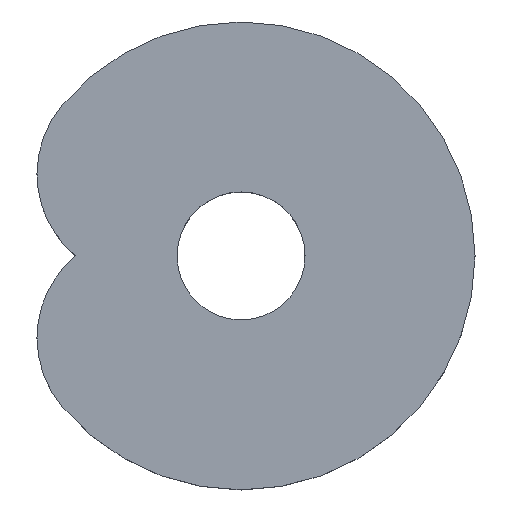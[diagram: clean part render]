
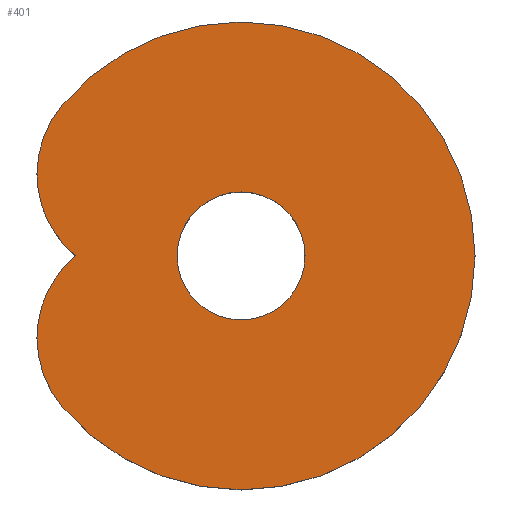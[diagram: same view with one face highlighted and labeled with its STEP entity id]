
A CAD part, top view. The second image highlights one B-rep face of the part: STEP entity #401.
In plain terms, the highlighted planar face has unit normal (0, 0, 1).
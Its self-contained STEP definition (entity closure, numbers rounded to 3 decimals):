
#5 = ORIENTED_EDGE ( 'NONE', *, *, #88, .F. ) ;
#9 = DIRECTION ( 'NONE',  ( 0., 0., -1. ) ) ;
#13 = CARTESIAN_POINT ( 'NONE',  ( -421.324, 353.533, 220.2 ) ) ;
#19 = DIRECTION ( 'NONE',  ( -1., 0., 0. ) ) ;
#21 = VERTEX_POINT ( 'NONE', #202 ) ;
#22 = CARTESIAN_POINT ( 'NONE',  ( -229.813, -192.836, 220.2 ) ) ;
#24 = DIRECTION ( 'NONE',  ( -1., 0., 0. ) ) ;
#27 = CIRCLE ( 'NONE', #162, 150.32 ) ;
#31 = DIRECTION ( 'NONE',  ( 0., 0., 1. ) ) ;
#36 = CIRCLE ( 'NONE', #254, 150.32 ) ;
#41 = EDGE_LOOP ( 'NONE', ( #134, #163, #227, #73, #5 ) ) ;
#44 = EDGE_CURVE ( 'NONE', #323, #251, #107, .T. ) ;
#46 = CARTESIAN_POINT ( 'NONE',  ( 150.32, 0., 220.2 ) ) ;
#60 = CARTESIAN_POINT ( 'NONE',  ( 0., 0., 220.2 ) ) ;
#65 = VERTEX_POINT ( 'NONE', #391 ) ;
#73 = ORIENTED_EDGE ( 'NONE', *, *, #44, .T. ) ;
#87 = CARTESIAN_POINT ( 'NONE',  ( 0., 0., 220.2 ) ) ;
#88 = EDGE_CURVE ( 'NONE', #21, #251, #298, .T. ) ;
#96 = FACE_OUTER_BOUND ( 'NONE', #41, .T. ) ;
#98 = DIRECTION ( 'NONE',  ( 0., 0., -1. ) ) ;
#104 = CARTESIAN_POINT ( 'NONE',  ( -114.907, 96.418, 220.2 ) ) ;
#107 = CIRCLE ( 'NONE', #222, 550. ) ;
#110 = FACE_BOUND ( 'NONE', #400, .T. ) ;
#112 = CARTESIAN_POINT ( 'NONE',  ( -229.813, 192.836, 220.2 ) ) ;
#119 = VERTEX_POINT ( 'NONE', #46 ) ;
#123 = DIRECTION ( 'NONE',  ( -1., 0., 0. ) ) ;
#124 = AXIS2_PLACEMENT_3D ( 'NONE', #112, #431, #283 ) ;
#127 = CARTESIAN_POINT ( 'NONE',  ( -229.813, -192.836, 220.2 ) ) ;
#129 = CARTESIAN_POINT ( 'NONE',  ( -388.918, 0., 220.2 ) ) ;
#134 = ORIENTED_EDGE ( 'NONE', *, *, #365, .F. ) ;
#143 = CARTESIAN_POINT ( 'NONE',  ( 0., 0., 220.2 ) ) ;
#146 = EDGE_CURVE ( 'NONE', #65, #119, #36, .T. ) ;
#154 = EDGE_CURVE ( 'NONE', #344, #323, #262, .T. ) ;
#162 = AXIS2_PLACEMENT_3D ( 'NONE', #87, #221, #19 ) ;
#163 = ORIENTED_EDGE ( 'NONE', *, *, #354, .T. ) ;
#166 = DIRECTION ( 'NONE',  ( 0., 0., 1. ) ) ;
#188 = AXIS2_PLACEMENT_3D ( 'NONE', #104, #166, #419 ) ;
#200 = CARTESIAN_POINT ( 'NONE',  ( -479.813, -192.836, 220.2 ) ) ;
#202 = CARTESIAN_POINT ( 'NONE',  ( -479.813, 192.836, 220.2 ) ) ;
#204 = PLANE ( 'NONE',  #188 ) ;
#205 = CIRCLE ( 'NONE', #299, 250. ) ;
#217 = AXIS2_PLACEMENT_3D ( 'NONE', #233, #98, #24 ) ;
#221 = DIRECTION ( 'NONE',  ( 0., 0., -1. ) ) ;
#222 = AXIS2_PLACEMENT_3D ( 'NONE', #60, #31, #352 ) ;
#227 = ORIENTED_EDGE ( 'NONE', *, *, #154, .T. ) ;
#233 = CARTESIAN_POINT ( 'NONE',  ( -229.813, 192.836, 220.2 ) ) ;
#249 = EDGE_CURVE ( 'NONE', #119, #65, #27, .T. ) ;
#251 = VERTEX_POINT ( 'NONE', #13 ) ;
#254 = AXIS2_PLACEMENT_3D ( 'NONE', #143, #9, #123 ) ;
#260 = DIRECTION ( 'NONE',  ( 0., 0., 1. ) ) ;
#262 = CIRCLE ( 'NONE', #330, 250. ) ;
#271 = ORIENTED_EDGE ( 'NONE', *, *, #146, .T. ) ;
#283 = DIRECTION ( 'NONE',  ( -1., 0., 0. ) ) ;
#298 = CIRCLE ( 'NONE', #124, 250. ) ;
#299 = AXIS2_PLACEMENT_3D ( 'NONE', #22, #260, #380 ) ;
#303 = CARTESIAN_POINT ( 'NONE',  ( -421.324, -353.533, 220.2 ) ) ;
#307 = VERTEX_POINT ( 'NONE', #129 ) ;
#323 = VERTEX_POINT ( 'NONE', #303 ) ;
#330 = AXIS2_PLACEMENT_3D ( 'NONE', #127, #376, #370 ) ;
#344 = VERTEX_POINT ( 'NONE', #200 ) ;
#352 = DIRECTION ( 'NONE',  ( -1., 0., 0. ) ) ;
#354 = EDGE_CURVE ( 'NONE', #307, #344, #205, .T. ) ;
#365 = EDGE_CURVE ( 'NONE', #307, #21, #383, .T. ) ;
#370 = DIRECTION ( 'NONE',  ( -1., 0., 0. ) ) ;
#376 = DIRECTION ( 'NONE',  ( 0., 0., 1. ) ) ;
#380 = DIRECTION ( 'NONE',  ( -1., 0., 0. ) ) ;
#383 = CIRCLE ( 'NONE', #217, 250. ) ;
#391 = CARTESIAN_POINT ( 'NONE',  ( -150.32, 0., 220.2 ) ) ;
#400 = EDGE_LOOP ( 'NONE', ( #271, #423 ) ) ;
#401 = ADVANCED_FACE ( 'NONE', ( #96, #110 ), #204, .T. ) ;
#419 = DIRECTION ( 'NONE',  ( -1., 0., 0. ) ) ;
#423 = ORIENTED_EDGE ( 'NONE', *, *, #249, .T. ) ;
#431 = DIRECTION ( 'NONE',  ( 0., 0., -1. ) ) ;
